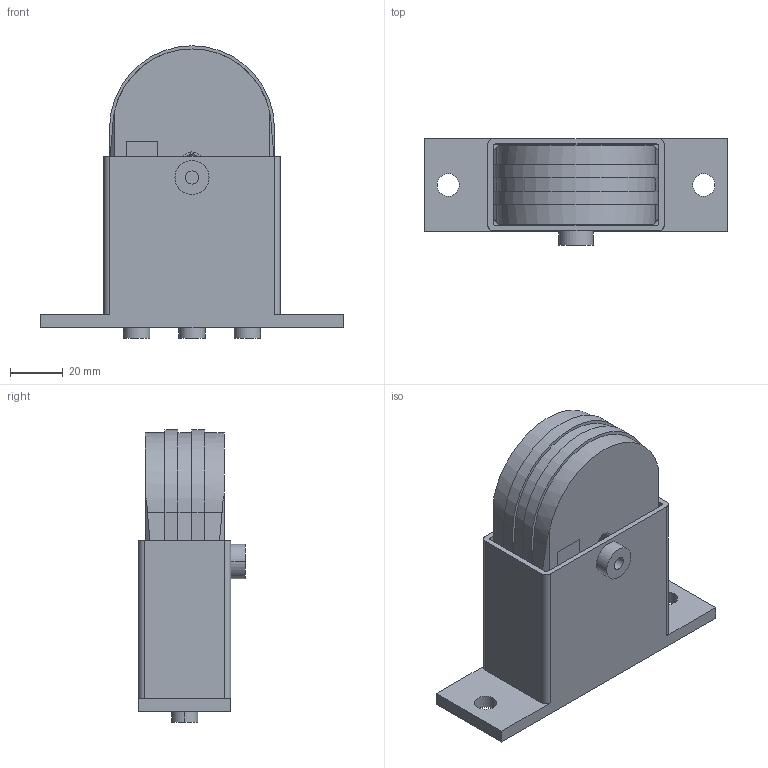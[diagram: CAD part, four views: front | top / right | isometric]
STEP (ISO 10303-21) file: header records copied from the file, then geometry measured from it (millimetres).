
FILE_DESCRIPTION(('STEP AP214'),'1');
FILE_NAME('cctmp_09E9D941-E7B6-4BB7-BA49-0EF8B35DAD38_2023_6_21_11_51_9_3..stp','2023-06-21T09:51:09',('Murtfeldt Kunststoffe GmbH & Co.KG'),('CADClick - www.CADClick.com'),'Spatial InterOp 3D',' ','unknown authorization');
FILE_SCHEMA(('AUTOMOTIVE_DESIGN'));
Length unit declared in the file: millimetre
Products named in the file (1): 1
Bounding box: 115 x 40.5 x 111 mm (x, y, z)
Volume: 195129.7 mm3; surface area: 57337.6 mm2
Topology: 5 solids, 5 shells, 107 faces, 266 edges, 175 vertices
Faces by surface type: plane 71, cylinder 31, cone 5
Entity records: 4163 total; most frequent: CARTESIAN_POINT 620, DIRECTION 552, ORIENTED_EDGE 530, EDGE_CURVE 265, LINE 192, VECTOR 192, AXIS2_PLACEMENT_3D 180, VERTEX_POINT 175
